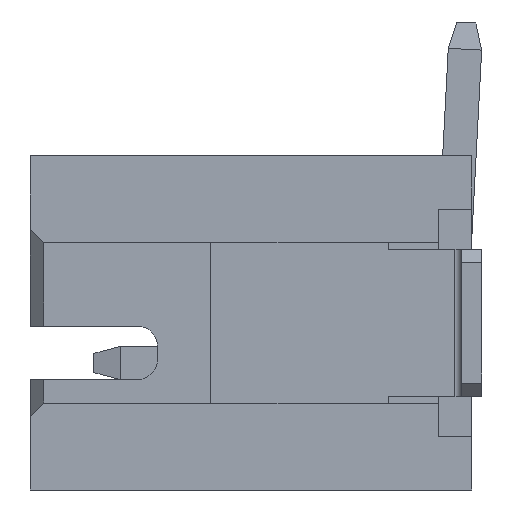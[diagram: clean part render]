
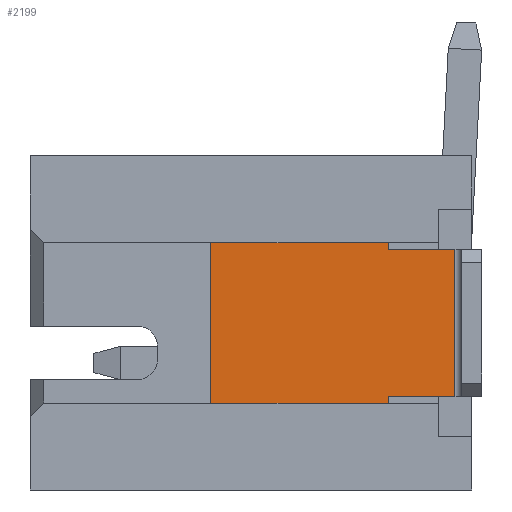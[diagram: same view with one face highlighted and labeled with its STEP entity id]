
A CAD part, left-side view. The second image highlights one B-rep face of the part: STEP entity #2199.
In plain terms, the highlighted face is planar.
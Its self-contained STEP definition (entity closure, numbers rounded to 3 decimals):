
#238 = CARTESIAN_POINT ( 'NONE',  ( 5.35, 0.4, -1.15 ) ) ;
#247 = CARTESIAN_POINT ( 'NONE',  ( 5.35, 1.4, -0.75 ) ) ;
#436 = CARTESIAN_POINT ( 'NONE',  ( 5.35, 6.55, -0.55 ) ) ;
#665 = CARTESIAN_POINT ( 'NONE',  ( 5.35, 1.4, -1.15 ) ) ;
#698 = VECTOR ( 'NONE', #2499, 1000. ) ;
#1233 = VERTEX_POINT ( 'NONE', #247 ) ;
#1237 = CARTESIAN_POINT ( 'NONE',  ( 5.35, 4.05, -0.55 ) ) ;
#1244 = DIRECTION ( 'NONE',  ( 0., 0.707, -0.707 ) ) ;
#1567 = EDGE_CURVE ( 'NONE', #8343, #2752, #7556, .T. ) ;
#1771 = LINE ( 'NONE', #5400, #6077 ) ;
#1974 = VECTOR ( 'NONE', #2537, 1000. ) ;
#2042 = ORIENTED_EDGE ( 'NONE', *, *, #7794, .F. ) ;
#2069 = DIRECTION ( 'NONE',  ( 0., 0., 1. ) ) ;
#2105 = LINE ( 'NONE', #9342, #8209 ) ;
#2199 = ADVANCED_FACE ( 'NONE', ( #2690 ), #8613, .T. ) ;
#2238 = VERTEX_POINT ( 'NONE', #6318 ) ;
#2270 = ORIENTED_EDGE ( 'NONE', *, *, #1567, .F. ) ;
#2330 = EDGE_CURVE ( 'NONE', #8697, #2518, #5154, .T. ) ;
#2459 = CARTESIAN_POINT ( 'NONE',  ( 5.35, 0.4, -3.35 ) ) ;
#2496 = LINE ( 'NONE', #4690, #5907 ) ;
#2499 = DIRECTION ( 'NONE',  ( 0., 0., 1. ) ) ;
#2518 = VERTEX_POINT ( 'NONE', #8211 ) ;
#2537 = DIRECTION ( 'NONE',  ( 0., 0., -1. ) ) ;
#2572 = LINE ( 'NONE', #436, #2583 ) ;
#2583 = VECTOR ( 'NONE', #6112, 1000. ) ;
#2657 = VECTOR ( 'NONE', #8706, 1000. ) ;
#2690 = FACE_OUTER_BOUND ( 'NONE', #2809, .T. ) ;
#2752 = VERTEX_POINT ( 'NONE', #238 ) ;
#2809 = EDGE_LOOP ( 'NONE', ( #2042, #5063, #4948, #9284, #8083, #2270, #8437, #4147, #8060, #6569 ) ) ;
#2830 = EDGE_CURVE ( 'NONE', #6851, #3715, #5674, .T. ) ;
#3631 = VECTOR ( 'NONE', #8589, 1000. ) ;
#3715 = VERTEX_POINT ( 'NONE', #5163 ) ;
#3868 = EDGE_CURVE ( 'NONE', #2518, #6851, #2496, .T. ) ;
#3871 = EDGE_CURVE ( 'NONE', #8697, #8343, #1771, .T. ) ;
#4024 = DIRECTION ( 'NONE',  ( 0., -1., 0. ) ) ;
#4147 = ORIENTED_EDGE ( 'NONE', *, *, #2330, .T. ) ;
#4292 = VECTOR ( 'NONE', #4553, 1000. ) ;
#4375 = LINE ( 'NONE', #5850, #4292 ) ;
#4415 = VECTOR ( 'NONE', #6725, 1000. ) ;
#4553 = DIRECTION ( 'NONE',  ( 0., 0., -1. ) ) ;
#4690 = CARTESIAN_POINT ( 'NONE',  ( 5.35, 1.6, -3.95 ) ) ;
#4790 = CARTESIAN_POINT ( 'NONE',  ( 5.35, 1.6, -3.95 ) ) ;
#4948 = ORIENTED_EDGE ( 'NONE', *, *, #5381, .T. ) ;
#5063 = ORIENTED_EDGE ( 'NONE', *, *, #9036, .T. ) ;
#5154 = LINE ( 'NONE', #8894, #2657 ) ;
#5163 = CARTESIAN_POINT ( 'NONE',  ( 5.35, 4.05, -3.95 ) ) ;
#5195 = EDGE_CURVE ( 'NONE', #2752, #9277, #2105, .T. ) ;
#5381 = EDGE_CURVE ( 'NONE', #2238, #1233, #8204, .T. ) ;
#5400 = CARTESIAN_POINT ( 'NONE',  ( 5.35, 0.3, -3.35 ) ) ;
#5476 = CARTESIAN_POINT ( 'NONE',  ( 5.35, 6.55, -3.95 ) ) ;
#5548 = CARTESIAN_POINT ( 'NONE',  ( 5.35, 0.15, -2.25 ) ) ;
#5664 = CARTESIAN_POINT ( 'NONE',  ( 5.35, 1.4, -3.35 ) ) ;
#5674 = LINE ( 'NONE', #5476, #3631 ) ;
#5717 = EDGE_CURVE ( 'NONE', #1233, #9277, #6121, .T. ) ;
#5850 = CARTESIAN_POINT ( 'NONE',  ( 5.35, 4.05, -2.25 ) ) ;
#5907 = VECTOR ( 'NONE', #1244, 1000. ) ;
#6077 = VECTOR ( 'NONE', #4024, 1000. ) ;
#6112 = DIRECTION ( 'NONE',  ( 0., -1., 0. ) ) ;
#6121 = LINE ( 'NONE', #9097, #1974 ) ;
#6269 = DIRECTION ( 'NONE',  ( 0., 1., 0. ) ) ;
#6318 = CARTESIAN_POINT ( 'NONE',  ( 5.35, 1.6, -0.55 ) ) ;
#6351 = CARTESIAN_POINT ( 'NONE',  ( 5.35, 0.4, -3.35 ) ) ;
#6470 = AXIS2_PLACEMENT_3D ( 'NONE', #5548, #7037, #2069 ) ;
#6569 = ORIENTED_EDGE ( 'NONE', *, *, #2830, .T. ) ;
#6725 = DIRECTION ( 'NONE',  ( 0., -0.707, -0.707 ) ) ;
#6851 = VERTEX_POINT ( 'NONE', #4790 ) ;
#7037 = DIRECTION ( 'NONE',  ( 1., 0., 0. ) ) ;
#7445 = CARTESIAN_POINT ( 'NONE',  ( 5.35, 1.6, -0.55 ) ) ;
#7556 = LINE ( 'NONE', #2459, #698 ) ;
#7794 = EDGE_CURVE ( 'NONE', #8330, #3715, #4375, .T. ) ;
#8060 = ORIENTED_EDGE ( 'NONE', *, *, #3868, .T. ) ;
#8083 = ORIENTED_EDGE ( 'NONE', *, *, #5195, .F. ) ;
#8204 = LINE ( 'NONE', #7445, #4415 ) ;
#8209 = VECTOR ( 'NONE', #6269, 1000. ) ;
#8211 = CARTESIAN_POINT ( 'NONE',  ( 5.35, 1.4, -3.75 ) ) ;
#8330 = VERTEX_POINT ( 'NONE', #1237 ) ;
#8343 = VERTEX_POINT ( 'NONE', #6351 ) ;
#8437 = ORIENTED_EDGE ( 'NONE', *, *, #3871, .F. ) ;
#8589 = DIRECTION ( 'NONE',  ( 0., 1., 0. ) ) ;
#8613 = PLANE ( 'NONE',  #6470 ) ;
#8697 = VERTEX_POINT ( 'NONE', #5664 ) ;
#8706 = DIRECTION ( 'NONE',  ( 0., 0., -1. ) ) ;
#8894 = CARTESIAN_POINT ( 'NONE',  ( 5.35, 1.4, -3.75 ) ) ;
#9036 = EDGE_CURVE ( 'NONE', #8330, #2238, #2572, .T. ) ;
#9097 = CARTESIAN_POINT ( 'NONE',  ( 5.35, 1.4, -0.75 ) ) ;
#9277 = VERTEX_POINT ( 'NONE', #665 ) ;
#9284 = ORIENTED_EDGE ( 'NONE', *, *, #5717, .T. ) ;
#9342 = CARTESIAN_POINT ( 'NONE',  ( 5.35, 6.55, -1.15 ) ) ;
